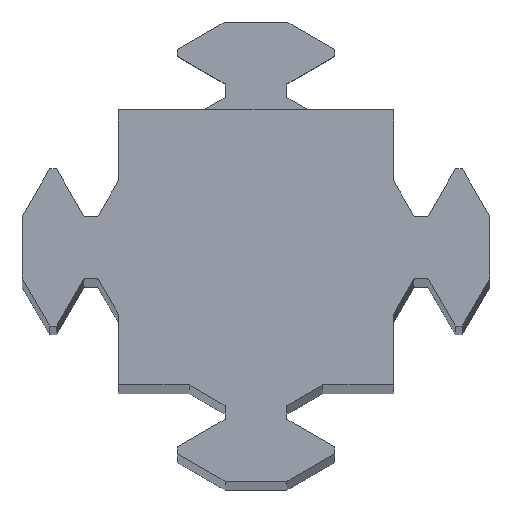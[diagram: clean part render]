
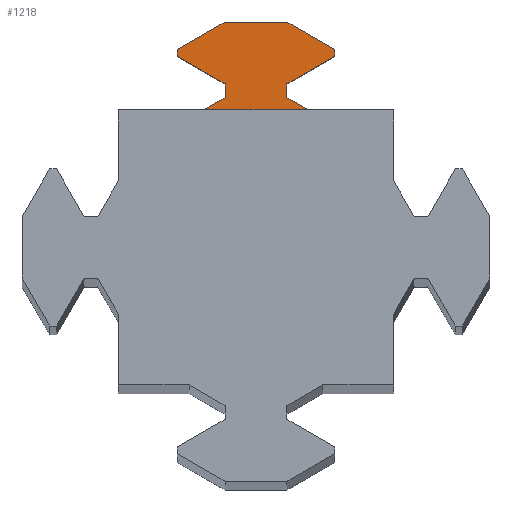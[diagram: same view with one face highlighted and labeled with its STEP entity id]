
A CAD part, top view. The second image highlights one B-rep face of the part: STEP entity #1218.
In plain terms, the highlighted planar face has unit normal (0, 0, 1).
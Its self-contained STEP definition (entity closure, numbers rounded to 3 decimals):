
#72=FACE_OUTER_BOUND('',#131,.T.);
#131=EDGE_LOOP('',(#1033,#1034,#1035,#1036,#1037,#1038,#1039,#1040,#1041,
#1042,#1043,#1044,#1045,#1046));
#141=LINE('',#1603,#312);
#142=LINE('',#1606,#313);
#145=LINE('',#1612,#316);
#274=LINE('',#1871,#445);
#277=LINE('',#1877,#448);
#280=LINE('',#1883,#451);
#283=LINE('',#1889,#454);
#286=LINE('',#1893,#457);
#288=LINE('',#1898,#459);
#291=LINE('',#1904,#462);
#294=LINE('',#1910,#465);
#297=LINE('',#1916,#468);
#300=LINE('',#1922,#471);
#303=LINE('',#1926,#474);
#312=VECTOR('',#1307,10.);
#313=VECTOR('',#1310,10.);
#316=VECTOR('',#1315,10.);
#445=VECTOR('',#1530,10.);
#448=VECTOR('',#1535,10.);
#451=VECTOR('',#1540,10.);
#454=VECTOR('',#1545,10.);
#457=VECTOR('',#1550,10.);
#459=VECTOR('',#1554,10.);
#462=VECTOR('',#1559,10.);
#465=VECTOR('',#1564,10.);
#468=VECTOR('',#1569,10.);
#471=VECTOR('',#1574,10.);
#474=VECTOR('',#1579,10.);
#480=VERTEX_POINT('',#1596);
#482=VERTEX_POINT('',#1601);
#483=VERTEX_POINT('',#1605);
#485=VERTEX_POINT('',#1611);
#571=VERTEX_POINT('',#1868);
#572=VERTEX_POINT('',#1870);
#574=VERTEX_POINT('',#1876);
#576=VERTEX_POINT('',#1882);
#578=VERTEX_POINT('',#1888);
#580=VERTEX_POINT('',#1897);
#582=VERTEX_POINT('',#1903);
#584=VERTEX_POINT('',#1909);
#586=VERTEX_POINT('',#1915);
#588=VERTEX_POINT('',#1921);
#597=EDGE_CURVE('',#480,#482,#141,.T.);
#598=EDGE_CURVE('',#482,#483,#142,.T.);
#601=EDGE_CURVE('',#483,#485,#145,.T.);
#730=EDGE_CURVE('',#572,#571,#274,.T.);
#733=EDGE_CURVE('',#574,#572,#277,.T.);
#736=EDGE_CURVE('',#576,#574,#280,.T.);
#739=EDGE_CURVE('',#578,#576,#283,.T.);
#742=EDGE_CURVE('',#485,#578,#286,.T.);
#744=EDGE_CURVE('',#580,#480,#288,.T.);
#747=EDGE_CURVE('',#582,#580,#291,.T.);
#750=EDGE_CURVE('',#584,#582,#294,.T.);
#753=EDGE_CURVE('',#586,#584,#297,.T.);
#756=EDGE_CURVE('',#588,#586,#300,.T.);
#759=EDGE_CURVE('',#571,#588,#303,.T.);
#1033=ORIENTED_EDGE('',*,*,#759,.T.);
#1034=ORIENTED_EDGE('',*,*,#756,.T.);
#1035=ORIENTED_EDGE('',*,*,#753,.T.);
#1036=ORIENTED_EDGE('',*,*,#750,.T.);
#1037=ORIENTED_EDGE('',*,*,#747,.T.);
#1038=ORIENTED_EDGE('',*,*,#744,.T.);
#1039=ORIENTED_EDGE('',*,*,#597,.T.);
#1040=ORIENTED_EDGE('',*,*,#598,.T.);
#1041=ORIENTED_EDGE('',*,*,#601,.T.);
#1042=ORIENTED_EDGE('',*,*,#742,.T.);
#1043=ORIENTED_EDGE('',*,*,#739,.T.);
#1044=ORIENTED_EDGE('',*,*,#736,.T.);
#1045=ORIENTED_EDGE('',*,*,#733,.T.);
#1046=ORIENTED_EDGE('',*,*,#730,.T.);
#1159=PLANE('',#1291);
#1218=ADVANCED_FACE('',(#72),#1159,.T.);
#1291=AXIS2_PLACEMENT_3D('',#1927,#1580,#1581);
#1307=DIRECTION('',(1.,0.,0.));
#1310=DIRECTION('',(1.,0.,0.));
#1315=DIRECTION('',(1.,0.,0.));
#1530=DIRECTION('',(-0.866,0.5,0.));
#1535=DIRECTION('',(0.,1.,0.));
#1540=DIRECTION('',(0.866,0.5,0.));
#1545=DIRECTION('',(0.,1.,0.));
#1550=DIRECTION('',(-0.866,0.5,0.));
#1554=DIRECTION('',(-0.866,-0.5,0.));
#1559=DIRECTION('',(0.,-1.,0.));
#1564=DIRECTION('',(0.866,-0.5,0.));
#1569=DIRECTION('',(0.,-1.,0.));
#1574=DIRECTION('',(-0.866,-0.5,0.));
#1579=DIRECTION('',(-1.,0.,0.));
#1580=DIRECTION('center_axis',(0.,0.,1.));
#1581=DIRECTION('ref_axis',(1.,0.,0.));
#1596=CARTESIAN_POINT('',(-1.939,4.,6.));
#1601=CARTESIAN_POINT('',(-1.839,4.,6.));
#1603=CARTESIAN_POINT('',(-4.,4.,6.));
#1605=CARTESIAN_POINT('',(1.839,4.,6.));
#1606=CARTESIAN_POINT('',(1.839,4.,6.));
#1611=CARTESIAN_POINT('',(1.939,4.,6.));
#1612=CARTESIAN_POINT('',(1.839,4.,6.));
#1868=CARTESIAN_POINT('',(0.9,6.8,6.));
#1870=CARTESIAN_POINT('',(2.286,6.,6.));
#1871=CARTESIAN_POINT('',(2.286,6.,6.));
#1876=CARTESIAN_POINT('',(2.286,5.8,6.));
#1877=CARTESIAN_POINT('',(2.286,5.8,6.));
#1882=CARTESIAN_POINT('',(0.9,5.,6.));
#1883=CARTESIAN_POINT('',(0.9,5.,6.));
#1888=CARTESIAN_POINT('',(0.9,4.6,6.));
#1889=CARTESIAN_POINT('',(0.9,5.,6.));
#1893=CARTESIAN_POINT('',(1.939,4.,6.));
#1897=CARTESIAN_POINT('',(-0.9,4.6,6.));
#1898=CARTESIAN_POINT('',(-0.9,4.6,6.));
#1903=CARTESIAN_POINT('',(-0.9,5.,6.));
#1904=CARTESIAN_POINT('',(-0.9,5.,6.));
#1909=CARTESIAN_POINT('',(-2.286,5.8,6.));
#1910=CARTESIAN_POINT('',(-2.286,5.8,6.));
#1915=CARTESIAN_POINT('',(-2.286,6.,6.));
#1916=CARTESIAN_POINT('',(-2.286,6.,6.));
#1921=CARTESIAN_POINT('',(-0.9,6.8,6.));
#1922=CARTESIAN_POINT('',(-0.9,6.8,6.));
#1926=CARTESIAN_POINT('',(0.9,6.8,6.));
#1927=CARTESIAN_POINT('Origin',(0.,5.4,6.));
